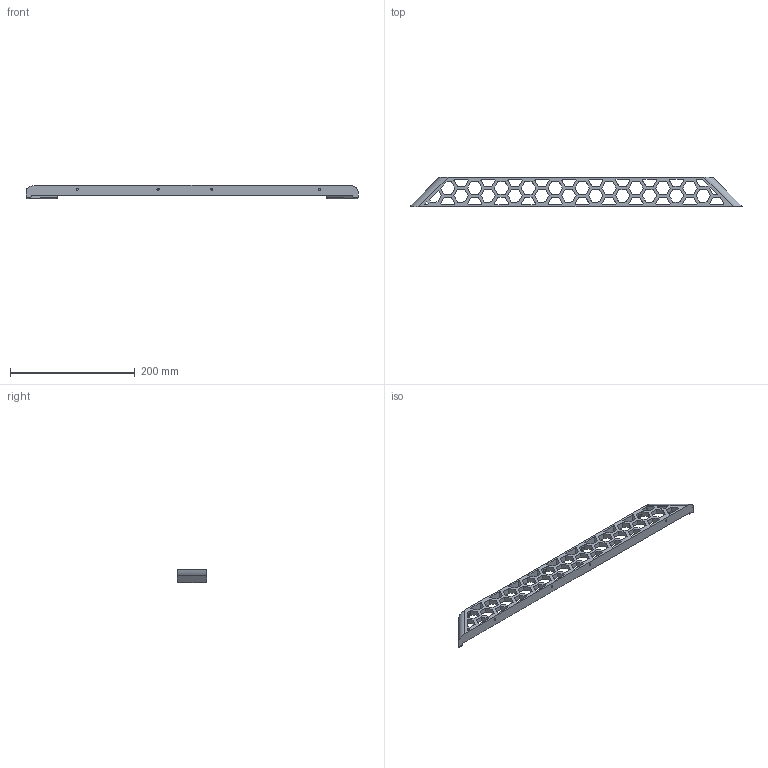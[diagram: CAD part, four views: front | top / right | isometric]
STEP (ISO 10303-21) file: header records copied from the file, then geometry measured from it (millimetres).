
FILE_DESCRIPTION (( 'STEP AP203' ), '1' );
FILE_NAME ('Back-Hcomb-Right.STEP', '2021-06-17T23:10:32', ( '' ), ( '' ), 'SwSTEP 2.0', 'SolidWorks 2019', '' );
FILE_SCHEMA (( 'CONFIG_CONTROL_DESIGN' ));
Length unit declared in the file: millimetre
Products named in the file (1): Back-Hcomb-Right
Bounding box: 531.72 x 46.8 x 21 mm (x, y, z)
Volume: 117844.2 mm3; surface area: 70248.4 mm2
Topology: 1 solids, 1 shells, 328 faces, 948 edges, 630 vertices
Faces by surface type: plane 281, cylinder 38, bspline 9
Entity records: 13630 total; most frequent: CARTESIAN_POINT 5215, ORIENTED_EDGE 1896, DIRECTION 1386, EDGE_CURVE 948, LINE 634, VECTOR 634, VERTEX_POINT 630, EDGE_LOOP 440
